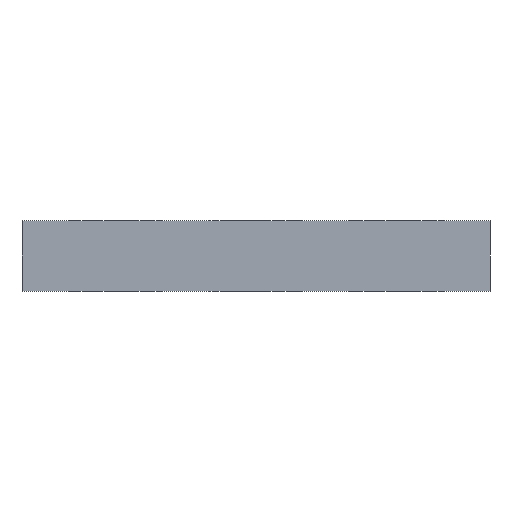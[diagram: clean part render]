
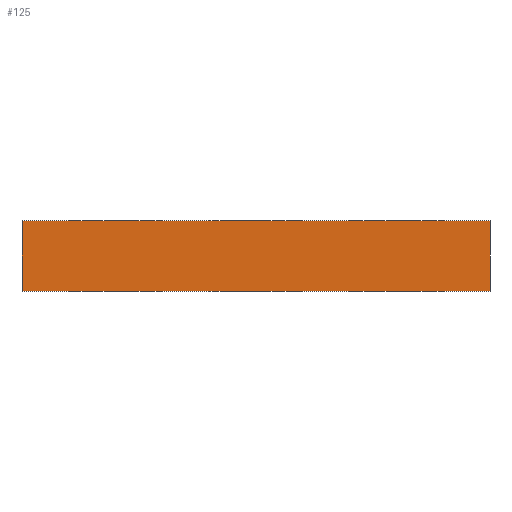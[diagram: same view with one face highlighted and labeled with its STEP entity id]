
A CAD part, front view. The second image highlights one B-rep face of the part: STEP entity #125.
In plain terms, the highlighted planar face has unit normal (0, -1, 0).
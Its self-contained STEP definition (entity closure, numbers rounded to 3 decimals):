
#125=ADVANCED_FACE('',(#147),#141,.F.);
#141=PLANE('',#361);
#147=FACE_OUTER_BOUND('',#153,.T.);
#153=EDGE_LOOP('',(#212,#213,#214,#215));
#212=ORIENTED_EDGE('',*,*,#308,.T.);
#213=ORIENTED_EDGE('',*,*,#299,.F.);
#214=ORIENTED_EDGE('',*,*,#309,.F.);
#215=ORIENTED_EDGE('',*,*,#304,.T.);
#266=VERTEX_POINT('',#488);
#269=VERTEX_POINT('',#493);
#272=VERTEX_POINT('',#503);
#273=VERTEX_POINT('',#505);
#299=EDGE_CURVE('',#269,#266,#333,.T.);
#304=EDGE_CURVE('',#273,#272,#338,.T.);
#308=EDGE_CURVE('',#272,#266,#340,.T.);
#309=EDGE_CURVE('',#273,#269,#341,.T.);
#333=LINE('',#494,#345);
#338=LINE('',#504,#350);
#340=LINE('',#513,#352);
#341=LINE('',#514,#353);
#345=VECTOR('',#399,1.);
#350=VECTOR('',#408,1.);
#352=VECTOR('',#418,1.);
#353=VECTOR('',#419,1.);
#361=AXIS2_PLACEMENT_3D('',#515,#420,#421);
#399=DIRECTION('',(0.,0.,-1.));
#408=DIRECTION('',(0.,0.,-1.));
#418=DIRECTION('',(1.,0.,0.));
#419=DIRECTION('',(1.,0.,0.));
#420=DIRECTION('',(0.,1.,0.));
#421=DIRECTION('',(0.,0.,1.));
#488=CARTESIAN_POINT('',(10.,-65.,3.));
#493=CARTESIAN_POINT('',(10.,-65.,6.));
#494=CARTESIAN_POINT('',(10.,-65.,6.));
#503=CARTESIAN_POINT('',(-10.,-65.,3.));
#504=CARTESIAN_POINT('',(-10.,-65.,6.));
#505=CARTESIAN_POINT('',(-10.,-65.,6.));
#513=CARTESIAN_POINT('',(-10.,-65.,3.));
#514=CARTESIAN_POINT('',(-10.,-65.,6.));
#515=CARTESIAN_POINT('',(-10.,-65.,6.));
